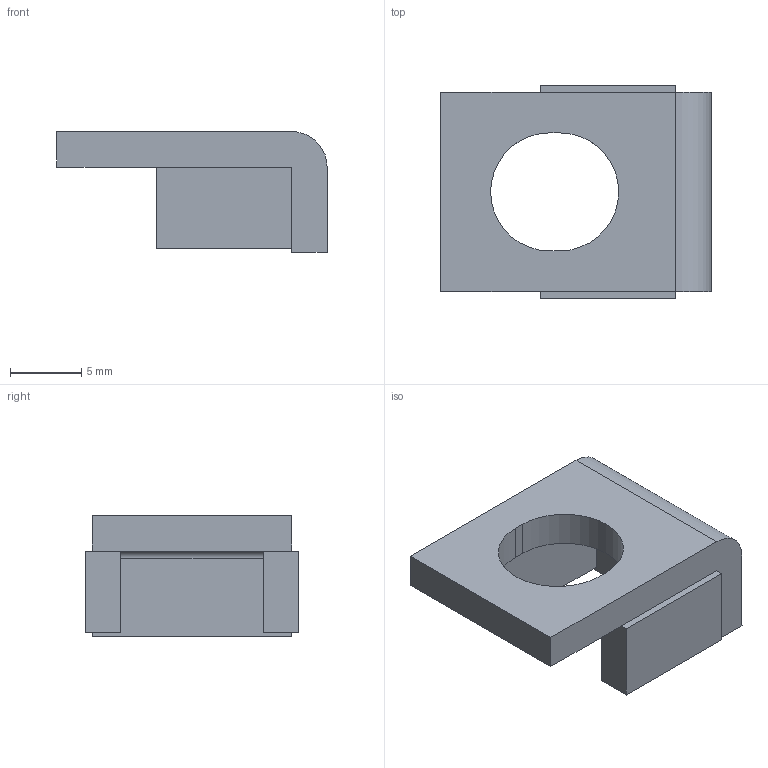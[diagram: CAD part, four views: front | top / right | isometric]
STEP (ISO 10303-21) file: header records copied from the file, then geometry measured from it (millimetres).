
FILE_DESCRIPTION(('CATIA V5 STEP Exchange'),'2;1');
FILE_NAME('RDST300.M8.stp','2017-06-02T15:42:50+00:00',('none'),('none'),'CATIA Version 5 Release 19 GA (IN-10)','CATIA V5 STEP AP203','none');
FILE_SCHEMA(('CONFIG_CONTROL_DESIGN'));
Length unit declared in the file: millimetre
Products named in the file (1): RDST300.M8
Bounding box: 19 x 15 x 8.5 mm (x, y, z)
Volume: 977.7 mm3; surface area: 1070.9 mm2
Topology: 1 solids, 1 shells, 26 faces, 75 edges, 55 vertices
Faces by surface type: plane 22, cylinder 4
Entity records: 863 total; most frequent: CARTESIAN_POINT 151, ORIENTED_EDGE 144, DIRECTION 115, EDGE_CURVE 72, VECTOR 67, LINE 67, VERTEX_POINT 48, AXIS2_PLACEMENT_3D 29
